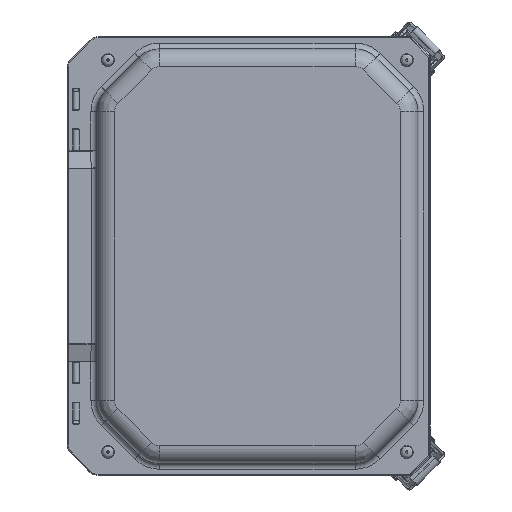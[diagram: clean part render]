
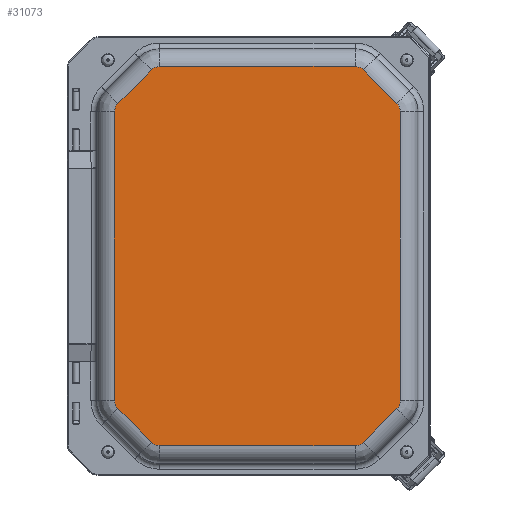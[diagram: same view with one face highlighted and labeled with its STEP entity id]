
A CAD part, top view. The second image highlights one B-rep face of the part: STEP entity #31073.
In plain terms, the highlighted planar face has unit normal (0, 0, 1).
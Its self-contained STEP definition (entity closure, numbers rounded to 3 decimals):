
#4216=LINE($,#70596,#6233);
#4219=LINE($,#70603,#6236);
#4220=LINE($,#70632,#6237);
#4221=LINE($,#70636,#6238);
#4222=LINE($,#70666,#6239);
#4224=LINE($,#70672,#6241);
#4225=LINE($,#70701,#6242);
#4226=LINE($,#70705,#6243);
#6233=VECTOR($,#43555,4.194);
#6236=VECTOR($,#43562,1.013);
#6237=VECTOR($,#43577,1.013);
#6238=VECTOR($,#43582,6.196);
#6239=VECTOR($,#43597,6.196);
#6241=VECTOR($,#43603,1.013);
#6242=VECTOR($,#43618,1.013);
#6243=VECTOR($,#43623,4.194);
#6936=PLANE($,#34688);
#8950=FACE_OUTER_BOUND($,#10997,.T.);
#10997=EDGE_LOOP($,(#28175,#28176,#28177,#28178,#28179,#28180,#28181,#28182,
#28183,#28184,#28185,#28186,#28187,#28188,#28189,#28190));
#12540=CIRCLE($,#34651,0.254);
#12546=CIRCLE($,#34659,0.254);
#12549=CIRCLE($,#34662,0.254);
#12553=CIRCLE($,#34668,0.254);
#12556=CIRCLE($,#34671,0.254);
#12560=CIRCLE($,#34677,0.254);
#12563=CIRCLE($,#34680,0.254);
#12566=CIRCLE($,#34685,0.254);
#15129=VERTEX_POINT($,#70586);
#15130=VERTEX_POINT($,#70588);
#15132=VERTEX_POINT($,#70594);
#15133=VERTEX_POINT($,#70599);
#15135=VERTEX_POINT($,#70613);
#15136=VERTEX_POINT($,#70625);
#15137=VERTEX_POINT($,#70630);
#15138=VERTEX_POINT($,#70634);
#15139=VERTEX_POINT($,#70646);
#15140=VERTEX_POINT($,#70658);
#15142=VERTEX_POINT($,#70664);
#15143=VERTEX_POINT($,#70668);
#15145=VERTEX_POINT($,#70682);
#15146=VERTEX_POINT($,#70694);
#15147=VERTEX_POINT($,#70699);
#15148=VERTEX_POINT($,#70703);
#19531=EDGE_CURVE($,#15129,#15130,#12540,.T.);
#19535=EDGE_CURVE($,#15132,#15129,#4216,.T.);
#19539=EDGE_CURVE($,#15130,#15133,#4219,.T.);
#19541=EDGE_CURVE($,#15135,#15132,#12546,.T.);
#19544=EDGE_CURVE($,#15133,#15136,#12549,.T.);
#19546=EDGE_CURVE($,#15137,#15135,#4220,.T.);
#19548=EDGE_CURVE($,#15136,#15138,#4221,.T.);
#19550=EDGE_CURVE($,#15139,#15137,#12553,.T.);
#19553=EDGE_CURVE($,#15138,#15140,#12556,.T.);
#19555=EDGE_CURVE($,#15142,#15139,#4222,.T.);
#19558=EDGE_CURVE($,#15140,#15143,#4224,.T.);
#19560=EDGE_CURVE($,#15145,#15142,#12560,.T.);
#19563=EDGE_CURVE($,#15143,#15146,#12563,.T.);
#19565=EDGE_CURVE($,#15147,#15145,#4225,.T.);
#19567=EDGE_CURVE($,#15146,#15148,#4226,.T.);
#19568=EDGE_CURVE($,#15148,#15147,#12566,.T.);
#28175=ORIENTED_EDGE($,*,*,#19531,.F.);
#28176=ORIENTED_EDGE($,*,*,#19535,.F.);
#28177=ORIENTED_EDGE($,*,*,#19541,.F.);
#28178=ORIENTED_EDGE($,*,*,#19546,.F.);
#28179=ORIENTED_EDGE($,*,*,#19550,.F.);
#28180=ORIENTED_EDGE($,*,*,#19555,.F.);
#28181=ORIENTED_EDGE($,*,*,#19560,.F.);
#28182=ORIENTED_EDGE($,*,*,#19565,.F.);
#28183=ORIENTED_EDGE($,*,*,#19568,.F.);
#28184=ORIENTED_EDGE($,*,*,#19567,.F.);
#28185=ORIENTED_EDGE($,*,*,#19563,.F.);
#28186=ORIENTED_EDGE($,*,*,#19558,.F.);
#28187=ORIENTED_EDGE($,*,*,#19553,.F.);
#28188=ORIENTED_EDGE($,*,*,#19548,.F.);
#28189=ORIENTED_EDGE($,*,*,#19544,.F.);
#28190=ORIENTED_EDGE($,*,*,#19539,.F.);
#31073=ADVANCED_FACE($,(#8950),#6936,.T.);
#34651=AXIS2_PLACEMENT_3D($,#70589,#43545,#43546);
#34659=AXIS2_PLACEMENT_3D($,#70615,#43565,#43566);
#34662=AXIS2_PLACEMENT_3D($,#70628,#43571,#43572);
#34668=AXIS2_PLACEMENT_3D($,#70648,#43585,#43586);
#34671=AXIS2_PLACEMENT_3D($,#70662,#43591,#43592);
#34677=AXIS2_PLACEMENT_3D($,#70684,#43606,#43607);
#34680=AXIS2_PLACEMENT_3D($,#70697,#43612,#43613);
#34685=AXIS2_PLACEMENT_3D($,#70715,#43624,#43625);
#34688=AXIS2_PLACEMENT_3D($,#70720,#43632,#43633);
#43545=DIRECTION('center_axis',(0.,0.,-1.));
#43546=DIRECTION('ref_axis',(-0.383,-0.924,0.));
#43555=DIRECTION($,(-1.,0.,0.));
#43562=DIRECTION($,(-0.707,0.707,0.));
#43565=DIRECTION('center_axis',(0.,0.,-1.));
#43566=DIRECTION('ref_axis',(0.383,-0.924,0.));
#43571=DIRECTION('center_axis',(0.,0.,-1.));
#43572=DIRECTION('ref_axis',(-0.924,-0.383,0.));
#43577=DIRECTION($,(-0.707,-0.707,0.));
#43582=DIRECTION($,(0.,1.,0.));
#43585=DIRECTION('center_axis',(0.,0.,-1.));
#43586=DIRECTION('ref_axis',(0.924,-0.383,0.));
#43591=DIRECTION('center_axis',(0.,0.,-1.));
#43592=DIRECTION('ref_axis',(-0.924,0.383,0.));
#43597=DIRECTION($,(0.,-1.,0.));
#43603=DIRECTION($,(0.707,0.707,0.));
#43606=DIRECTION('center_axis',(0.,0.,-1.));
#43607=DIRECTION('ref_axis',(0.924,0.383,0.));
#43612=DIRECTION('center_axis',(0.,0.,-1.));
#43613=DIRECTION('ref_axis',(-0.383,0.924,0.));
#43618=DIRECTION($,(0.707,-0.707,0.));
#43623=DIRECTION($,(1.,0.,0.));
#43624=DIRECTION('center_axis',(0.,0.,-1.));
#43625=DIRECTION('ref_axis',(0.383,0.924,0.));
#43632=DIRECTION('center_axis',(0.,0.,1.));
#43633=DIRECTION('ref_axis',(1.,0.,0.));
#70586=CARTESIAN_POINT('',(-1.909,-4.068,1.));
#70588=CARTESIAN_POINT('',(-2.088,-3.994,1.));
#70589=CARTESIAN_POINT('Origin',(-1.909,-3.815,1.));
#70594=CARTESIAN_POINT('',(2.286,-4.068,1.));
#70596=CARTESIAN_POINT($,(2.286,-4.068,1.));
#70599=CARTESIAN_POINT('',(-2.805,-3.278,1.));
#70603=CARTESIAN_POINT($,(-2.088,-3.994,1.));
#70613=CARTESIAN_POINT('',(2.465,-3.994,1.));
#70615=CARTESIAN_POINT('Origin',(2.286,-3.815,1.));
#70625=CARTESIAN_POINT('',(-2.879,-3.098,1.));
#70628=CARTESIAN_POINT('Origin',(-2.625,-3.098,1.));
#70630=CARTESIAN_POINT('',(3.182,-3.278,1.));
#70632=CARTESIAN_POINT($,(3.182,-3.278,1.));
#70634=CARTESIAN_POINT('',(-2.879,3.098,1.));
#70636=CARTESIAN_POINT($,(-2.879,-3.098,1.));
#70646=CARTESIAN_POINT('',(3.256,-3.098,1.));
#70648=CARTESIAN_POINT('Origin',(3.002,-3.098,1.));
#70658=CARTESIAN_POINT('',(-2.805,3.278,1.));
#70662=CARTESIAN_POINT('Origin',(-2.625,3.098,1.));
#70664=CARTESIAN_POINT('',(3.256,3.098,1.));
#70666=CARTESIAN_POINT($,(3.256,3.098,1.));
#70668=CARTESIAN_POINT('',(-2.088,3.994,1.));
#70672=CARTESIAN_POINT($,(-2.805,3.278,1.));
#70682=CARTESIAN_POINT('',(3.182,3.278,1.));
#70684=CARTESIAN_POINT('Origin',(3.002,3.098,1.));
#70694=CARTESIAN_POINT('',(-1.909,4.068,1.));
#70697=CARTESIAN_POINT('Origin',(-1.909,3.815,1.));
#70699=CARTESIAN_POINT('',(2.465,3.994,1.));
#70701=CARTESIAN_POINT($,(2.465,3.994,1.));
#70703=CARTESIAN_POINT('',(2.286,4.068,1.));
#70705=CARTESIAN_POINT($,(-1.909,4.068,1.));
#70715=CARTESIAN_POINT('Origin',(2.286,3.815,1.));
#70720=CARTESIAN_POINT('Origin',(0.189,0.,1.));
